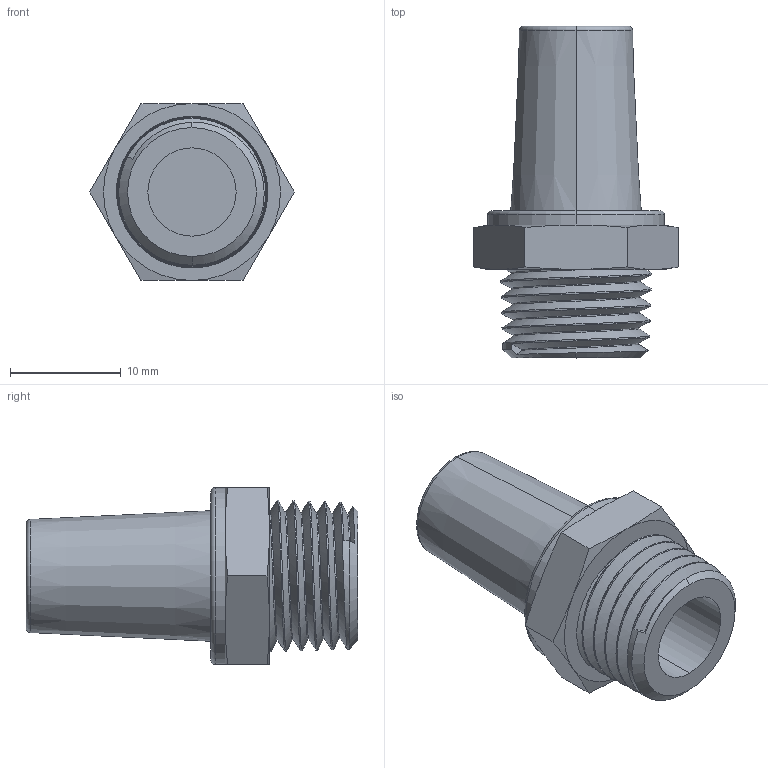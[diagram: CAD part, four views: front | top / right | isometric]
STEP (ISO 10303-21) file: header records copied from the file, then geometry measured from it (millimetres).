
FILE_DESCRIPTION (( 'STEP AP203' ), '1' );
FILE_NAME ('SBC-14N.step', '2023-05-18T13:33:46', ( '' ), ( '' ), 'SwSTEP 2.0', 'SolidWorks 2021', '' );
FILE_SCHEMA (( 'CONFIG_CONTROL_DESIGN' ));
Length unit declared in the file: inch
Products named in the file (1): SBC-14N
Bounding box: 18.48 x 30 x 16 mm (x, y, z)
Volume: 3079.7 mm3; surface area: 2115.1 mm2
Topology: 1 solids, 1 shells, 52 faces, 186 edges, 139 vertices
Faces by surface type: cone 28, plane 12, torus 4, cylinder 4, bspline 4
Entity records: 5602 total; most frequent: CARTESIAN_POINT 4115, ORIENTED_EDGE 372, DIRECTION 196, EDGE_CURVE 186, VERTEX_POINT 139, B_SPLINE_CURVE_WITH_KNOTS 122, AXIS2_PLACEMENT_3D 84, EDGE_LOOP 55
